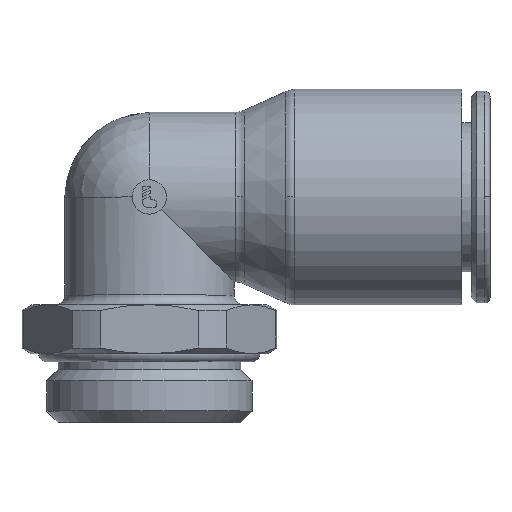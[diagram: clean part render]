
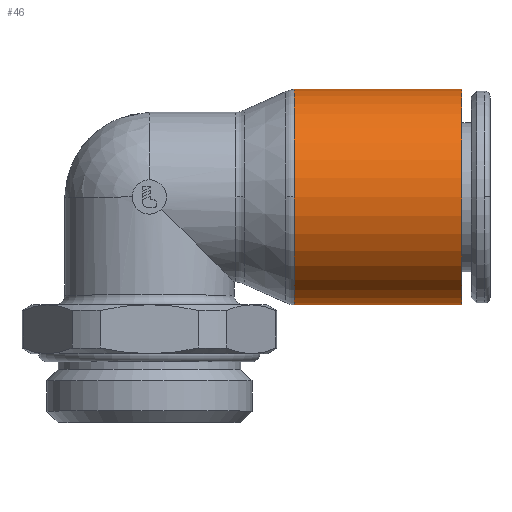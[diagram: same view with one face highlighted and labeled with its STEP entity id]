
A CAD part, top view. The second image highlights one B-rep face of the part: STEP entity #46.
In plain terms, the highlighted cylindrical face has radius 11 mm (diameter 22 mm), a partial arc.
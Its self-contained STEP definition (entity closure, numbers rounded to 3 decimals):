
#46=ADVANCED_FACE('',(#152),#153,.T.);
#152=FACE_OUTER_BOUND('',#374,.T.);
#153=CYLINDRICAL_SURFACE('',#375,11.0);
#374=EDGE_LOOP('',(#596,#597,#598,#599,#600));
#375=AXIS2_PLACEMENT_3D('',#601,#602,#603);
#596=ORIENTED_EDGE('',*,*,#1421,.F.);
#597=ORIENTED_EDGE('',*,*,#1422,.T.);
#598=ORIENTED_EDGE('',*,*,#1423,.T.);
#599=ORIENTED_EDGE('',*,*,#1424,.F.);
#600=ORIENTED_EDGE('',*,*,#1425,.F.);
#601=CARTESIAN_POINT('',(-8.55,0.0,0.0));
#602=DIRECTION('',(1.0,0.0,0.0));
#603=DIRECTION('',(0.0,1.0,0.0));
#1421=EDGE_CURVE('',#1676,#1677,#1678,.T.);
#1422=EDGE_CURVE('',#1676,#1679,#1680,.T.);
#1423=EDGE_CURVE('',#1679,#1681,#1682,.T.);
#1424=EDGE_CURVE('',#1683,#1681,#1684,.T.);
#1425=EDGE_CURVE('',#1677,#1683,#1685,.T.);
#1676=VERTEX_POINT('',#2093);
#1677=VERTEX_POINT('',#2094);
#1678=LINE('',#2095,#2096);
#1679=VERTEX_POINT('',#2097);
#1680=CIRCLE('',#2098,11.0);
#1681=VERTEX_POINT('',#2099);
#1682=CIRCLE('',#2100,11.0);
#1683=VERTEX_POINT('',#2101);
#1684=LINE('',#2102,#2103);
#1685=CIRCLE('',#2104,11.0);
#2093=CARTESIAN_POINT('',(-17.1,11.0,0.0));
#2094=CARTESIAN_POINT('',(0.,11.0,0.0));
#2095=CARTESIAN_POINT('',(-8.55,11.0,0.));
#2096=VECTOR('',#3095,1.0);
#2097=CARTESIAN_POINT('',(-17.1,0.,11.0));
#2098=AXIS2_PLACEMENT_3D('',#3096,#3097,#3098);
#2099=CARTESIAN_POINT('',(-17.1,-11.0,0.));
#2100=AXIS2_PLACEMENT_3D('',#3099,#3100,#3101);
#2101=CARTESIAN_POINT('',(0.0,-11.0,0.));
#2102=CARTESIAN_POINT('',(-8.55,-11.0,0.));
#2103=VECTOR('',#3102,1.0);
#2104=AXIS2_PLACEMENT_3D('',#3103,#3104,#3105);
#3095=DIRECTION('',(1.0,0.0,0.0));
#3096=CARTESIAN_POINT('',(-17.1,0.0,0.0));
#3097=DIRECTION('',(1.0,0.0,0.0));
#3098=DIRECTION('',(0.0,1.0,0.0));
#3099=CARTESIAN_POINT('',(-17.1,0.0,0.0));
#3100=DIRECTION('',(1.0,0.0,0.0));
#3101=DIRECTION('',(0.0,1.0,0.0));
#3102=DIRECTION('',(-1.0,-0.0,-0.0));
#3103=CARTESIAN_POINT('',(0.,0.0,0.0));
#3104=DIRECTION('',(1.0,0.0,0.0));
#3105=DIRECTION('',(0.0,1.0,0.0));
